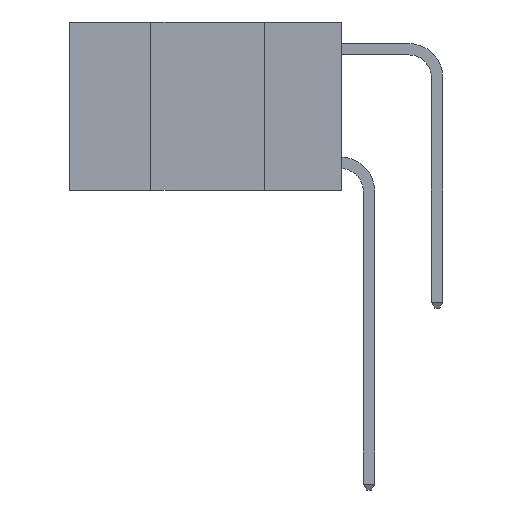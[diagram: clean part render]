
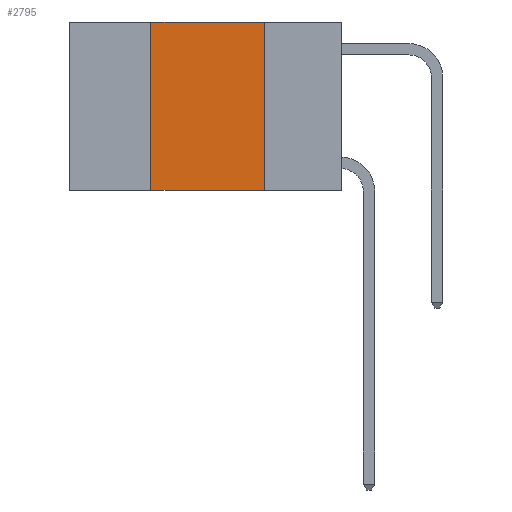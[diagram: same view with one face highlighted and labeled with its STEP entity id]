
A CAD part, left-side view. The second image highlights one B-rep face of the part: STEP entity #2795.
In plain terms, the highlighted planar face has unit normal (-1, 0, 0).
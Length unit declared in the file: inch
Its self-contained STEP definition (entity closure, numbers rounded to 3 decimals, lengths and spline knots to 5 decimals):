
#155 = DIRECTION ( 'NONE',  ( 0., 0., 1. ) ) ;
#293 = DIRECTION ( 'NONE',  ( 0., 0., -1. ) ) ;
#686 = VERTEX_POINT ( 'NONE', #4501 ) ;
#744 = VERTEX_POINT ( 'NONE', #13527 ) ;
#1697 = EDGE_LOOP ( 'NONE', ( #4225, #4432, #4729, #5727 ) ) ;
#1822 = VECTOR ( 'NONE', #8675, 39.37008 ) ;
#1855 = DIRECTION ( 'NONE',  ( 0., -1., 0. ) ) ;
#2498 = CARTESIAN_POINT ( 'NONE',  ( 0., 0.17, 0. ) ) ;
#2617 = VECTOR ( 'NONE', #155, 39.37008 ) ;
#2795 = ADVANCED_FACE ( 'NONE', ( #9990 ), #7577, .F. ) ;
#3347 = DIRECTION ( 'NONE',  ( 1., 0., 0. ) ) ;
#4145 = CARTESIAN_POINT ( 'NONE',  ( 0., 0.17, 0. ) ) ;
#4225 = ORIENTED_EDGE ( 'NONE', *, *, #7765, .F. ) ;
#4432 = ORIENTED_EDGE ( 'NONE', *, *, #5761, .F. ) ;
#4466 = CARTESIAN_POINT ( 'NONE',  ( 0., 0.6, 0. ) ) ;
#4501 = CARTESIAN_POINT ( 'NONE',  ( 0., 0.42, 0. ) ) ;
#4729 = ORIENTED_EDGE ( 'NONE', *, *, #6350, .F. ) ;
#4741 = VECTOR ( 'NONE', #293, 39.37008 ) ;
#4884 = VECTOR ( 'NONE', #1855, 39.37008 ) ;
#5383 = CARTESIAN_POINT ( 'NONE',  ( 0., 0.42, -0.37 ) ) ;
#5415 = LINE ( 'NONE', #2498, #4741 ) ;
#5462 = CARTESIAN_POINT ( 'NONE',  ( 0., 0.6, 0. ) ) ;
#5470 = CARTESIAN_POINT ( 'NONE',  ( 0., 0.42, 0. ) ) ;
#5727 = ORIENTED_EDGE ( 'NONE', *, *, #13100, .T. ) ;
#5761 = EDGE_CURVE ( 'NONE', #686, #7366, #12709, .T. ) ;
#6120 = LINE ( 'NONE', #5470, #2617 ) ;
#6350 = EDGE_CURVE ( 'NONE', #9511, #686, #6120, .T. ) ;
#7366 = VERTEX_POINT ( 'NONE', #4145 ) ;
#7577 = PLANE ( 'NONE',  #11740 ) ;
#7765 = EDGE_CURVE ( 'NONE', #7366, #744, #5415, .T. ) ;
#8675 = DIRECTION ( 'NONE',  ( 0., -1., 0. ) ) ;
#9511 = VERTEX_POINT ( 'NONE', #5383 ) ;
#9990 = FACE_OUTER_BOUND ( 'NONE', #1697, .T. ) ;
#10319 = CARTESIAN_POINT ( 'NONE',  ( 0., 0.6, -0.37 ) ) ;
#10509 = LINE ( 'NONE', #10319, #4884 ) ;
#10754 = DIRECTION ( 'NONE',  ( 0., 0., -1. ) ) ;
#11740 = AXIS2_PLACEMENT_3D ( 'NONE', #5462, #3347, #10754 ) ;
#12709 = LINE ( 'NONE', #4466, #1822 ) ;
#13100 = EDGE_CURVE ( 'NONE', #9511, #744, #10509, .T. ) ;
#13527 = CARTESIAN_POINT ( 'NONE',  ( 0., 0.17, -0.37 ) ) ;
